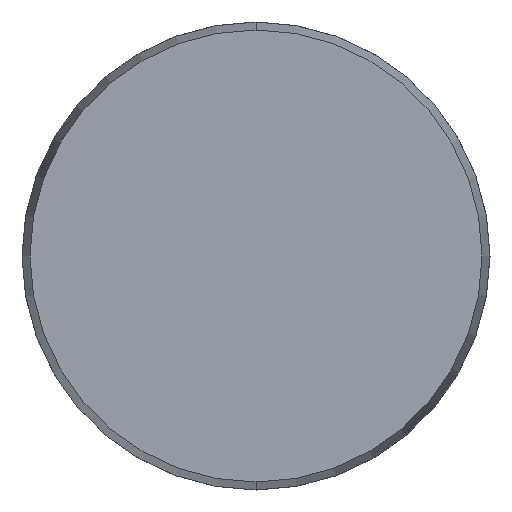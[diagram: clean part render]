
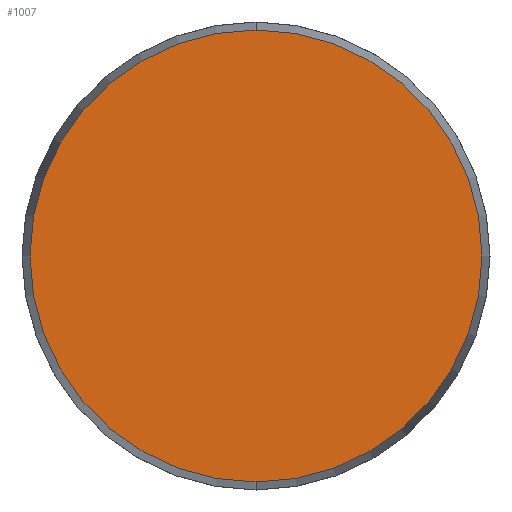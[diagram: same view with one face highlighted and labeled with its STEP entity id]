
A CAD part, front view. The second image highlights one B-rep face of the part: STEP entity #1007.
In plain terms, the highlighted planar face has unit normal (0, -1, 0).
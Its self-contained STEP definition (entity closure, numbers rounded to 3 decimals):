
#25 = DIRECTION ( 'NONE',  ( 0., 0., 1. ) ) ;
#143 = DIRECTION ( 'NONE',  ( 0., -1., 0. ) ) ;
#221 = VERTEX_POINT ( 'NONE', #414 ) ;
#351 = EDGE_CURVE ( 'NONE', #221, #856, #1034, .T. ) ;
#414 = CARTESIAN_POINT ( 'NONE',  ( 0., 0., -24.143 ) ) ;
#472 = CARTESIAN_POINT ( 'NONE',  ( -24.143, 0., 0. ) ) ;
#494 = AXIS2_PLACEMENT_3D ( 'NONE', #472, #847, #25 ) ;
#558 = EDGE_LOOP ( 'NONE', ( #916, #1115 ) ) ;
#600 = DIRECTION ( 'NONE',  ( 0., 0., -1. ) ) ;
#666 = PLANE ( 'NONE',  #494 ) ;
#671 = AXIS2_PLACEMENT_3D ( 'NONE', #962, #876, #893 ) ;
#684 = CARTESIAN_POINT ( 'NONE',  ( 0., 0., 24.143 ) ) ;
#759 = AXIS2_PLACEMENT_3D ( 'NONE', #965, #143, #600 ) ;
#797 = EDGE_CURVE ( 'NONE', #856, #221, #834, .T. ) ;
#834 = CIRCLE ( 'NONE', #759, 24.143 ) ;
#847 = DIRECTION ( 'NONE',  ( 0., 1., 0. ) ) ;
#856 = VERTEX_POINT ( 'NONE', #684 ) ;
#876 = DIRECTION ( 'NONE',  ( 0., -1., 0. ) ) ;
#877 = FACE_OUTER_BOUND ( 'NONE', #558, .T. ) ;
#893 = DIRECTION ( 'NONE',  ( 0., 0., -1. ) ) ;
#916 = ORIENTED_EDGE ( 'NONE', *, *, #797, .T. ) ;
#962 = CARTESIAN_POINT ( 'NONE',  ( 0., 0., 0. ) ) ;
#965 = CARTESIAN_POINT ( 'NONE',  ( 0., 0., 0. ) ) ;
#1007 = ADVANCED_FACE ( 'NONE', ( #877 ), #666, .F. ) ;
#1034 = CIRCLE ( 'NONE', #671, 24.143 ) ;
#1115 = ORIENTED_EDGE ( 'NONE', *, *, #351, .T. ) ;
